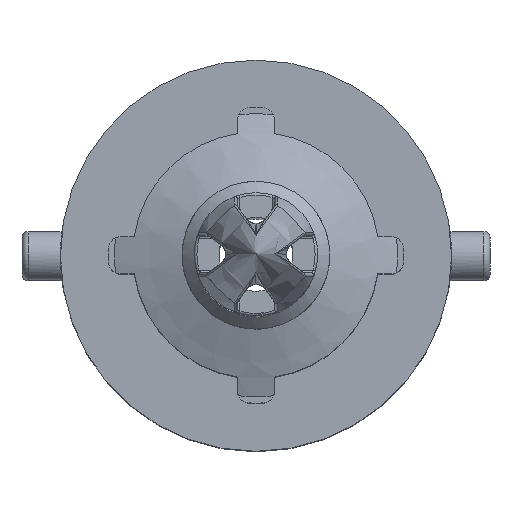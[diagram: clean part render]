
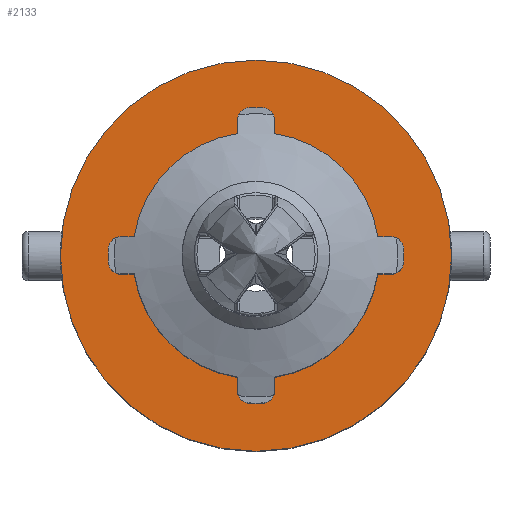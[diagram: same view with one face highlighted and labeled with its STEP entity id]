
A CAD part, top view. The second image highlights one B-rep face of the part: STEP entity #2133.
In plain terms, the highlighted planar face has unit normal (0, 0, 1).
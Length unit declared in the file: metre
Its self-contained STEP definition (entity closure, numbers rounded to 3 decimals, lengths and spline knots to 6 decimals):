
#259=LINE('',#3545,#354);
#262=LINE('',#3555,#357);
#267=LINE('',#3578,#362);
#270=LINE('',#3588,#365);
#275=LINE('',#3614,#370);
#278=LINE('',#3624,#373);
#283=LINE('',#3647,#378);
#286=LINE('',#3657,#381);
#354=VECTOR('',#2624,1.);
#357=VECTOR('',#2635,1.);
#362=VECTOR('',#2646,1.);
#365=VECTOR('',#2657,1.);
#370=VECTOR('',#2670,1.);
#373=VECTOR('',#2681,1.);
#378=VECTOR('',#2692,1.);
#381=VECTOR('',#2703,1.);
#417=PLANE('',#2328);
#710=ORIENTED_EDGE('',*,*,#1330,.T.);
#711=ORIENTED_EDGE('',*,*,#1276,.F.);
#712=ORIENTED_EDGE('',*,*,#1332,.T.);
#713=ORIENTED_EDGE('',*,*,#1324,.F.);
#714=ORIENTED_EDGE('',*,*,#1333,.T.);
#715=ORIENTED_EDGE('',*,*,#1321,.T.);
#716=ORIENTED_EDGE('',*,*,#1318,.F.);
#717=ORIENTED_EDGE('',*,*,#1316,.F.);
#718=ORIENTED_EDGE('',*,*,#1334,.T.);
#719=ORIENTED_EDGE('',*,*,#1311,.F.);
#720=ORIENTED_EDGE('',*,*,#1335,.T.);
#721=ORIENTED_EDGE('',*,*,#1308,.T.);
#722=ORIENTED_EDGE('',*,*,#1305,.F.);
#723=ORIENTED_EDGE('',*,*,#1303,.T.);
#724=ORIENTED_EDGE('',*,*,#1336,.T.);
#725=ORIENTED_EDGE('',*,*,#1297,.F.);
#726=ORIENTED_EDGE('',*,*,#1337,.T.);
#727=ORIENTED_EDGE('',*,*,#1294,.F.);
#728=ORIENTED_EDGE('',*,*,#1291,.F.);
#729=ORIENTED_EDGE('',*,*,#1289,.T.);
#730=ORIENTED_EDGE('',*,*,#1338,.T.);
#731=ORIENTED_EDGE('',*,*,#1284,.F.);
#732=ORIENTED_EDGE('',*,*,#1339,.T.);
#733=ORIENTED_EDGE('',*,*,#1281,.F.);
#734=ORIENTED_EDGE('',*,*,#1278,.F.);
#1276=EDGE_CURVE('',#1579,#1580,#259,.T.);
#1278=EDGE_CURVE('',#1580,#1581,#1678,.T.);
#1281=EDGE_CURVE('',#1581,#1583,#262,.T.);
#1284=EDGE_CURVE('',#1585,#1586,#1680,.T.);
#1289=EDGE_CURVE('',#1590,#1589,#267,.T.);
#1291=EDGE_CURVE('',#1590,#1591,#1681,.T.);
#1294=EDGE_CURVE('',#1591,#1593,#270,.T.);
#1297=EDGE_CURVE('',#1595,#1596,#1683,.T.);
#1303=EDGE_CURVE('',#1602,#1601,#275,.T.);
#1305=EDGE_CURVE('',#1602,#1603,#1685,.T.);
#1308=EDGE_CURVE('',#1605,#1603,#278,.T.);
#1311=EDGE_CURVE('',#1607,#1608,#1687,.T.);
#1316=EDGE_CURVE('',#1611,#1612,#283,.T.);
#1318=EDGE_CURVE('',#1612,#1613,#1688,.T.);
#1321=EDGE_CURVE('',#1615,#1613,#286,.T.);
#1324=EDGE_CURVE('',#1617,#1618,#1690,.T.);
#1330=EDGE_CURVE('',#1621,#1621,#1694,.T.);
#1332=EDGE_CURVE('',#1579,#1618,#1696,.F.);
#1333=EDGE_CURVE('',#1617,#1615,#1697,.F.);
#1334=EDGE_CURVE('',#1611,#1608,#1698,.F.);
#1335=EDGE_CURVE('',#1607,#1605,#1699,.F.);
#1336=EDGE_CURVE('',#1601,#1596,#1700,.F.);
#1337=EDGE_CURVE('',#1595,#1593,#1701,.F.);
#1338=EDGE_CURVE('',#1589,#1586,#1702,.F.);
#1339=EDGE_CURVE('',#1585,#1583,#1703,.F.);
#1579=VERTEX_POINT('',#3544);
#1580=VERTEX_POINT('',#3546);
#1581=VERTEX_POINT('',#3550);
#1583=VERTEX_POINT('',#3556);
#1585=VERTEX_POINT('',#3565);
#1586=VERTEX_POINT('',#3566);
#1589=VERTEX_POINT('',#3577);
#1590=VERTEX_POINT('',#3579);
#1591=VERTEX_POINT('',#3583);
#1593=VERTEX_POINT('',#3589);
#1595=VERTEX_POINT('',#3598);
#1596=VERTEX_POINT('',#3599);
#1601=VERTEX_POINT('',#3613);
#1602=VERTEX_POINT('',#3615);
#1603=VERTEX_POINT('',#3619);
#1605=VERTEX_POINT('',#3625);
#1607=VERTEX_POINT('',#3634);
#1608=VERTEX_POINT('',#3635);
#1611=VERTEX_POINT('',#3646);
#1612=VERTEX_POINT('',#3648);
#1613=VERTEX_POINT('',#3652);
#1615=VERTEX_POINT('',#3658);
#1617=VERTEX_POINT('',#3667);
#1618=VERTEX_POINT('',#3668);
#1621=VERTEX_POINT('',#3679);
#1678=CIRCLE('',#2294,0.005);
#1680=CIRCLE('',#2298,0.006);
#1681=CIRCLE('',#2301,0.005);
#1683=CIRCLE('',#2305,0.006);
#1685=CIRCLE('',#2309,0.005);
#1687=CIRCLE('',#2313,0.006);
#1688=CIRCLE('',#2316,0.005);
#1690=CIRCLE('',#2320,0.006);
#1694=CIRCLE('',#2326,0.007941);
#1696=CIRCLE('',#2329,0.0005);
#1697=CIRCLE('',#2330,0.0005);
#1698=CIRCLE('',#2331,0.0005);
#1699=CIRCLE('',#2332,0.0005);
#1700=CIRCLE('',#2333,0.0005);
#1701=CIRCLE('',#2334,0.0005);
#1702=CIRCLE('',#2335,0.0005);
#1703=CIRCLE('',#2336,0.0005);
#1799=EDGE_LOOP('',(#710));
#1800=EDGE_LOOP('',(#711,#712,#713,#714,#715,#716,#717,#718,#719,#720,#721,
#722,#723,#724,#725,#726,#727,#728,#729,#730,#731,#732,#733,#734));
#1947=FACE_BOUND('',#1799,.T.);
#1948=FACE_BOUND('',#1800,.T.);
#2133=ADVANCED_FACE('',(#1947,#1948),#417,.T.);
#2294=AXIS2_PLACEMENT_3D('',#3549,#2628,#2629);
#2298=AXIS2_PLACEMENT_3D('',#3564,#2639,#2640);
#2301=AXIS2_PLACEMENT_3D('',#3582,#2650,#2651);
#2305=AXIS2_PLACEMENT_3D('',#3597,#2661,#2662);
#2309=AXIS2_PLACEMENT_3D('',#3618,#2674,#2675);
#2313=AXIS2_PLACEMENT_3D('',#3633,#2685,#2686);
#2316=AXIS2_PLACEMENT_3D('',#3651,#2696,#2697);
#2320=AXIS2_PLACEMENT_3D('',#3666,#2707,#2708);
#2326=AXIS2_PLACEMENT_3D('',#3678,#2721,#2722);
#2328=AXIS2_PLACEMENT_3D('',#3682,#2725,#2726);
#2329=AXIS2_PLACEMENT_3D('',#3683,#2727,#2728);
#2330=AXIS2_PLACEMENT_3D('',#3684,#2729,#2730);
#2331=AXIS2_PLACEMENT_3D('',#3685,#2731,#2732);
#2332=AXIS2_PLACEMENT_3D('',#3686,#2733,#2734);
#2333=AXIS2_PLACEMENT_3D('',#3687,#2735,#2736);
#2334=AXIS2_PLACEMENT_3D('',#3688,#2737,#2738);
#2335=AXIS2_PLACEMENT_3D('',#3689,#2739,#2740);
#2336=AXIS2_PLACEMENT_3D('',#3690,#2741,#2742);
#2624=DIRECTION('',(0.,-1.,0.));
#2628=DIRECTION('',(0.,0.,1.));
#2629=DIRECTION('',(1.,0.,0.));
#2635=DIRECTION('',(-1.,0.,0.));
#2639=DIRECTION('',(0.,0.,1.));
#2640=DIRECTION('',(1.,0.,0.));
#2646=DIRECTION('',(-1.,0.,0.));
#2650=DIRECTION('',(0.,0.,1.));
#2651=DIRECTION('',(1.,0.,0.));
#2657=DIRECTION('',(0.,-1.,0.));
#2661=DIRECTION('',(0.,0.,1.));
#2662=DIRECTION('',(1.,0.,0.));
#2670=DIRECTION('',(0.,-1.,0.));
#2674=DIRECTION('',(0.,0.,1.));
#2675=DIRECTION('',(1.,0.,0.));
#2681=DIRECTION('',(-1.,0.,0.));
#2685=DIRECTION('',(0.,0.,1.));
#2686=DIRECTION('',(1.,0.,0.));
#2692=DIRECTION('',(-1.,0.,0.));
#2696=DIRECTION('',(0.,0.,1.));
#2697=DIRECTION('',(1.,0.,0.));
#2703=DIRECTION('',(0.,-1.,0.));
#2707=DIRECTION('',(0.,0.,1.));
#2708=DIRECTION('',(1.,0.,0.));
#2721=DIRECTION('',(0.,0.,1.));
#2722=DIRECTION('',(1.,0.,0.));
#2725=DIRECTION('',(0.,0.,1.));
#2726=DIRECTION('',(1.,0.,0.));
#2727=DIRECTION('',(0.,0.,1.));
#2728=DIRECTION('',(1.,0.,0.));
#2729=DIRECTION('',(0.,0.,1.));
#2730=DIRECTION('',(1.,0.,0.));
#2731=DIRECTION('',(0.,0.,1.));
#2732=DIRECTION('',(1.,0.,0.));
#2733=DIRECTION('',(0.,0.,1.));
#2734=DIRECTION('',(1.,0.,0.));
#2735=DIRECTION('',(0.,0.,1.));
#2736=DIRECTION('',(1.,0.,0.));
#2737=DIRECTION('',(0.,0.,1.));
#2738=DIRECTION('',(1.,0.,0.));
#2739=DIRECTION('',(0.,0.,1.));
#2740=DIRECTION('',(1.,0.,0.));
#2741=DIRECTION('',(0.,0.,1.));
#2742=DIRECTION('',(1.,0.,0.));
#3544=CARTESIAN_POINT('',(-0.00075,0.005494,0.0035));
#3545=CARTESIAN_POINT('',(-0.00075,0.005448,0.0035));
#3546=CARTESIAN_POINT('',(-0.00075,0.004943,0.0035));
#3549=CARTESIAN_POINT('',(0.,0.,0.0035));
#3550=CARTESIAN_POINT('',(-0.004943,0.00075,0.0035));
#3555=CARTESIAN_POINT('',(-0.005448,0.00075,0.0035));
#3556=CARTESIAN_POINT('',(-0.005494,0.00075,0.0035));
#3564=CARTESIAN_POINT('',(0.,0.,0.0035));
#3565=CARTESIAN_POINT('',(-0.005994,0.000273,0.0035));
#3566=CARTESIAN_POINT('',(-0.005994,-0.000273,0.0035));
#3577=CARTESIAN_POINT('',(-0.005494,-0.00075,0.0035));
#3578=CARTESIAN_POINT('',(-0.005448,-0.00075,0.0035));
#3579=CARTESIAN_POINT('',(-0.004943,-0.00075,0.0035));
#3582=CARTESIAN_POINT('',(0.,0.,0.0035));
#3583=CARTESIAN_POINT('',(-0.00075,-0.004943,0.0035));
#3588=CARTESIAN_POINT('',(-0.00075,-0.005448,0.0035));
#3589=CARTESIAN_POINT('',(-0.00075,-0.005494,0.0035));
#3597=CARTESIAN_POINT('',(0.,0.,0.0035));
#3598=CARTESIAN_POINT('',(-0.000273,-0.005994,0.0035));
#3599=CARTESIAN_POINT('',(0.000273,-0.005994,0.0035));
#3613=CARTESIAN_POINT('',(0.00075,-0.005494,0.0035));
#3614=CARTESIAN_POINT('',(0.00075,-0.005448,0.0035));
#3615=CARTESIAN_POINT('',(0.00075,-0.004943,0.0035));
#3618=CARTESIAN_POINT('',(0.,0.,0.0035));
#3619=CARTESIAN_POINT('',(0.004943,-0.00075,0.0035));
#3624=CARTESIAN_POINT('',(0.005448,-0.00075,0.0035));
#3625=CARTESIAN_POINT('',(0.005494,-0.00075,0.0035));
#3633=CARTESIAN_POINT('',(0.,0.,0.0035));
#3634=CARTESIAN_POINT('',(0.005994,-0.000273,0.0035));
#3635=CARTESIAN_POINT('',(0.005994,0.000273,0.0035));
#3646=CARTESIAN_POINT('',(0.005494,0.00075,0.0035));
#3647=CARTESIAN_POINT('',(0.005448,0.00075,0.0035));
#3648=CARTESIAN_POINT('',(0.004943,0.00075,0.0035));
#3651=CARTESIAN_POINT('',(0.,0.,0.0035));
#3652=CARTESIAN_POINT('',(0.00075,0.004943,0.0035));
#3657=CARTESIAN_POINT('',(0.00075,0.005448,0.0035));
#3658=CARTESIAN_POINT('',(0.00075,0.005494,0.0035));
#3666=CARTESIAN_POINT('',(0.,0.,0.0035));
#3667=CARTESIAN_POINT('',(0.000273,0.005994,0.0035));
#3668=CARTESIAN_POINT('',(-0.000273,0.005994,0.0035));
#3678=CARTESIAN_POINT('',(0.,0.,0.0035));
#3679=CARTESIAN_POINT('',(0.007941,0.,0.0035));
#3682=CARTESIAN_POINT('',(0.,0.,0.0035));
#3683=CARTESIAN_POINT('',(-0.00025,0.005494,0.0035));
#3684=CARTESIAN_POINT('',(0.00025,0.005494,0.0035));
#3685=CARTESIAN_POINT('',(0.005494,0.00025,0.0035));
#3686=CARTESIAN_POINT('',(0.005494,-0.00025,0.0035));
#3687=CARTESIAN_POINT('',(0.00025,-0.005494,0.0035));
#3688=CARTESIAN_POINT('',(-0.00025,-0.005494,0.0035));
#3689=CARTESIAN_POINT('',(-0.005494,-0.00025,0.0035));
#3690=CARTESIAN_POINT('',(-0.005494,0.00025,0.0035));
